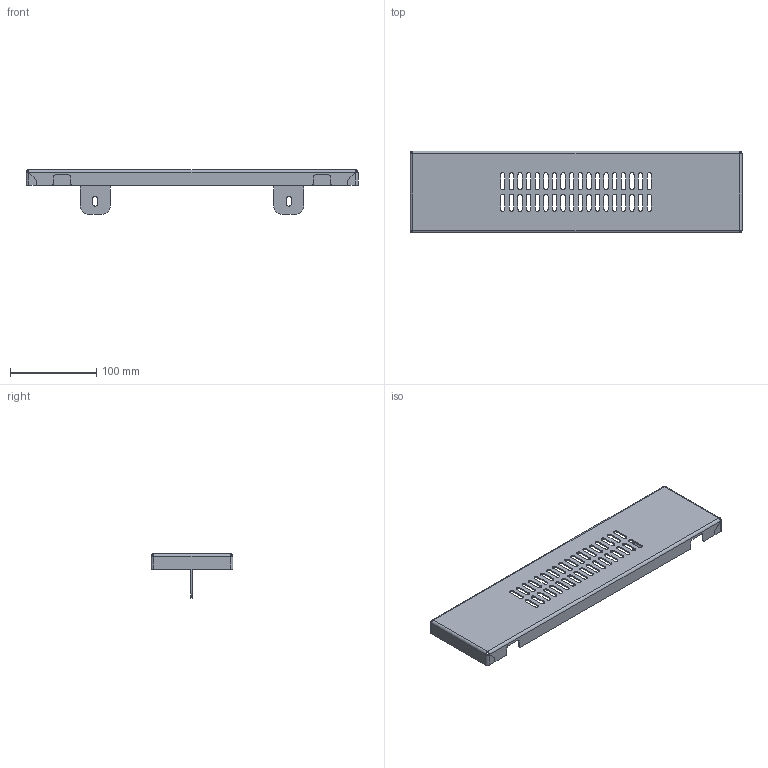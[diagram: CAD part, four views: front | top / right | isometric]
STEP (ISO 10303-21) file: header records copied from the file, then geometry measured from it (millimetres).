
FILE_DESCRIPTION (( 'STEP AP214' ), '1' );
FILE_NAME ('644.011.STEP', '2024-10-14T06:47:17', ( '' ), ( '' ), 'SwSTEP 2.0', 'SolidWorks 2021', '' );
FILE_SCHEMA (( 'AUTOMOTIVE_DESIGN' ));
Length unit declared in the file: millimetre
Products named in the file (6): Ñòàðòîâàÿ ïàíåëü âåíòèëÿöèîííàÿ W400H100; 644.011; Ãàéêà M6 DIN6923.step; Ãàñêåòèíã W400H100; 640.001; Øïèëüêà ïðèâàðíàÿ Ì6õ16
Assembly tree (8 placements, depth 2):
  644.011
    Ñòàðòîâàÿ ïàíåëü âåíòèëÿöèîííàÿ W400H100
    Øïèëüêà ïðèâàðíàÿ Ì6õ16  x2
    Ãàñêåòèíã W400H100
    640.001  x2
    Ãàéêà M6 DIN6923.step  x2
Bounding box: 385.6 x 95 x 51.5 mm (x, y, z)
Volume: 97138.9 mm3; surface area: 127590.2 mm2
Topology: 8 solids, 8 shells, 415 faces, 1087 edges, 688 vertices
Faces by surface type: plane 213, cylinder 152, cone 24, torus 22, bspline 4
Entity records: 11381 total; most frequent: CARTESIAN_POINT 2444, DIRECTION 1835, ORIENTED_EDGE 1782, EDGE_CURVE 891, AXIS2_PLACEMENT_3D 637, VERTEX_POINT 562, LINE 561, VECTOR 561
